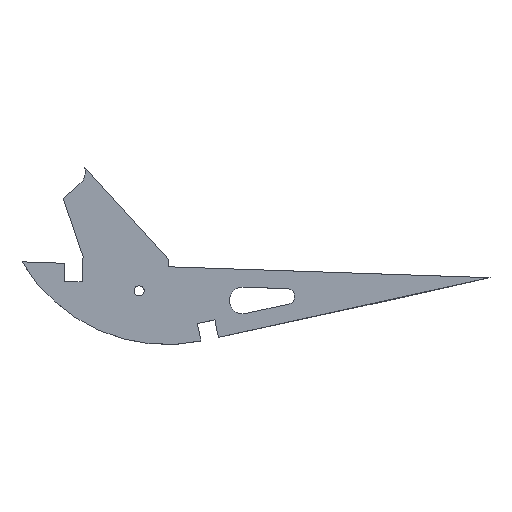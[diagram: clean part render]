
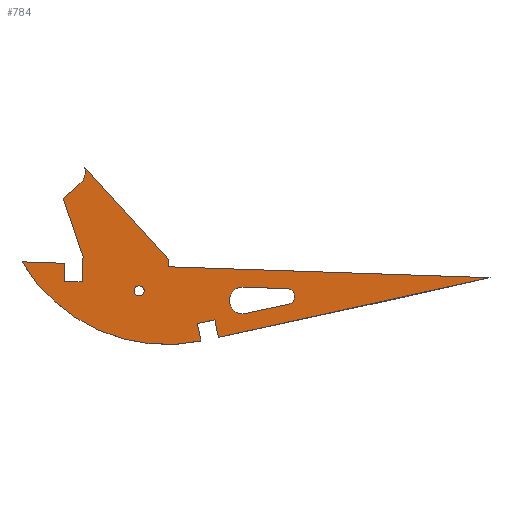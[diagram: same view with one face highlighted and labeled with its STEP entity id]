
A CAD part, top view. The second image highlights one B-rep face of the part: STEP entity #784.
In plain terms, the highlighted planar face has unit normal (0, 0, 1).
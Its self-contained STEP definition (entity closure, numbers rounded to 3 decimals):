
#36=CARTESIAN_POINT('Axis2P3D Location',(429.291,26.659,6.)) ;
#40=CARTESIAN_POINT('Vertex',(438.872,-19.354,6.)) ;
#42=CARTESIAN_POINT('Vertex',(388.795,2.803,6.)) ;
#82=CARTESIAN_POINT('Control Point',(400.809,2.402,6.)) ;
#83=CARTESIAN_POINT('Control Point',(398.404,2.483,6.)) ;
#84=CARTESIAN_POINT('Control Point',(395.999,2.563,6.)) ;
#85=CARTESIAN_POINT('Control Point',(393.597,2.643,6.)) ;
#86=CARTESIAN_POINT('Control Point',(391.195,2.723,6.)) ;
#87=CARTESIAN_POINT('Control Point',(388.795,2.803,6.)) ;
#88=CARTESIAN_POINT('Vertex',(400.809,2.402,6.)) ;
#118=CARTESIAN_POINT('Line Origine',(400.725,-0.096,6.)) ;
#122=CARTESIAN_POINT('Vertex',(400.642,-2.595,6.)) ;
#149=CARTESIAN_POINT('Line Origine',(403.14,-2.679,6.)) ;
#153=CARTESIAN_POINT('Vertex',(405.639,-2.762,6.)) ;
#180=CARTESIAN_POINT('Line Origine',(405.756,0.736,6.)) ;
#184=CARTESIAN_POINT('Vertex',(405.873,4.234,6.)) ;
#211=CARTESIAN_POINT('Line Origine',(403.089,12.402,6.)) ;
#215=CARTESIAN_POINT('Vertex',(400.306,20.57,6.)) ;
#242=CARTESIAN_POINT('Line Origine',(402.628,22.586,6.)) ;
#246=CARTESIAN_POINT('Vertex',(404.95,24.602,6.)) ;
#273=CARTESIAN_POINT('Axis2P3D Location',(402.,28.,6.)) ;
#277=CARTESIAN_POINT('Vertex',(406.344,29.175,6.)) ;
#304=CARTESIAN_POINT('Line Origine',(418.102,16.301,6.)) ;
#308=CARTESIAN_POINT('Vertex',(429.86,3.427,6.)) ;
#335=CARTESIAN_POINT('Line Origine',(429.826,2.427,6.)) ;
#339=CARTESIAN_POINT('Vertex',(429.792,1.428,6.)) ;
#372=CARTESIAN_POINT('Control Point',(519.741,-1.621,6.)) ;
#373=CARTESIAN_POINT('Control Point',(501.751,-1.01,6.)) ;
#374=CARTESIAN_POINT('Control Point',(483.762,-0.399,6.)) ;
#375=CARTESIAN_POINT('Control Point',(465.772,0.211,6.)) ;
#376=CARTESIAN_POINT('Control Point',(447.782,0.821,6.)) ;
#377=CARTESIAN_POINT('Control Point',(429.792,1.428,6.)) ;
#378=CARTESIAN_POINT('Vertex',(519.741,-1.621,6.)) ;
#417=CARTESIAN_POINT('Control Point',(443.766,-18.331,6.)) ;
#418=CARTESIAN_POINT('Control Point',(453.498,-16.288,6.)) ;
#419=CARTESIAN_POINT('Control Point',(463.221,-14.209,6.)) ;
#420=CARTESIAN_POINT('Control Point',(472.935,-12.097,6.)) ;
#421=CARTESIAN_POINT('Control Point',(488.127,-8.748,6.)) ;
#422=CARTESIAN_POINT('Control Point',(503.306,-5.344,6.)) ;
#423=CARTESIAN_POINT('Control Point',(508.786,-4.108,6.)) ;
#424=CARTESIAN_POINT('Control Point',(514.264,-2.867,6.)) ;
#425=CARTESIAN_POINT('Control Point',(519.741,-1.621,6.)) ;
#426=CARTESIAN_POINT('Vertex',(443.766,-18.331,6.)) ;
#459=CARTESIAN_POINT('Line Origine',(443.252,-15.884,6.)) ;
#463=CARTESIAN_POINT('Vertex',(442.739,-13.437,6.)) ;
#490=CARTESIAN_POINT('Line Origine',(440.296,-13.948,6.)) ;
#494=CARTESIAN_POINT('Vertex',(437.852,-14.459,6.)) ;
#521=CARTESIAN_POINT('Line Origine',(438.362,-16.906,6.)) ;
#549=CARTESIAN_POINT('Vertex',(420.161,-5.299,6.)) ;
#563=CARTESIAN_POINT('Vertex',(422.961,-5.299,6.)) ;
#566=CARTESIAN_POINT('Axis2P3D Location',(421.561,-5.299,6.)) ;
#583=CARTESIAN_POINT('Axis2P3D Location',(421.561,-5.299,6.)) ;
#606=CARTESIAN_POINT('Vertex',(463.387,-9.037,6.)) ;
#620=CARTESIAN_POINT('Vertex',(451.279,-11.633,6.)) ;
#623=CARTESIAN_POINT('Axis2P3D Location',(-307.093,3555.086,6.)) ;
#646=CARTESIAN_POINT('Vertex',(462.998,-4.698,6.)) ;
#654=CARTESIAN_POINT('Axis2P3D Location',(462.924,-6.892,6.)) ;
#677=CARTESIAN_POINT('Vertex',(450.631,-4.279,6.)) ;
#685=CARTESIAN_POINT('Line Origine',(456.815,-4.489,6.)) ;
#707=CARTESIAN_POINT('Axis2P3D Location',(450.505,-7.996,6.)) ;
#752=CARTESIAN_POINT('Axis2P3D Location',(0.,0.,6.)) ;
#120=VECTOR('Line Direction',#119,1.) ;
#151=VECTOR('Line Direction',#150,1.) ;
#182=VECTOR('Line Direction',#181,1.) ;
#213=VECTOR('Line Direction',#212,1.) ;
#244=VECTOR('Line Direction',#243,1.) ;
#306=VECTOR('Line Direction',#305,1.) ;
#337=VECTOR('Line Direction',#336,1.) ;
#461=VECTOR('Line Direction',#460,1.) ;
#492=VECTOR('Line Direction',#491,1.) ;
#523=VECTOR('Line Direction',#522,1.) ;
#687=VECTOR('Line Direction',#686,1.) ;
#37=DIRECTION('Axis2P3D Direction',(0.,0.,-1.)) ;
#119=DIRECTION('Vector Direction',(0.033,0.999,0.)) ;
#150=DIRECTION('Vector Direction',(-0.999,0.033,0.)) ;
#181=DIRECTION('Vector Direction',(-0.034,-0.999,0.)) ;
#212=DIRECTION('Vector Direction',(-0.323,0.947,0.)) ;
#243=DIRECTION('Vector Direction',(0.755,0.656,0.)) ;
#274=DIRECTION('Axis2P3D Direction',(0.,0.,-1.)) ;
#305=DIRECTION('Vector Direction',(0.674,-0.738,0.)) ;
#336=DIRECTION('Vector Direction',(-0.034,-0.999,0.)) ;
#460=DIRECTION('Vector Direction',(-0.205,0.979,0.)) ;
#491=DIRECTION('Vector Direction',(-0.979,-0.205,0.)) ;
#522=DIRECTION('Vector Direction',(0.204,-0.979,0.)) ;
#567=DIRECTION('Axis2P3D Direction',(0.,0.,-1.)) ;
#584=DIRECTION('Axis2P3D Direction',(0.,0.,-1.)) ;
#624=DIRECTION('Axis2P3D Direction',(0.,0.,-1.)) ;
#655=DIRECTION('Axis2P3D Direction',(0.,0.,-1.)) ;
#686=DIRECTION('Vector Direction',(0.999,-0.034,0.)) ;
#708=DIRECTION('Axis2P3D Direction',(0.,0.,-1.)) ;
#753=DIRECTION('Axis2P3D Direction',(0.,0.,-1.)) ;
#754=DIRECTION('Axis2P3D XDirection',(1.,0.,0.)) ;
#38=AXIS2_PLACEMENT_3D('Circle Axis2P3D',#36,#37,$) ;
#275=AXIS2_PLACEMENT_3D('Circle Axis2P3D',#273,#274,$) ;
#568=AXIS2_PLACEMENT_3D('Circle Axis2P3D',#566,#567,$) ;
#585=AXIS2_PLACEMENT_3D('Circle Axis2P3D',#583,#584,$) ;
#625=AXIS2_PLACEMENT_3D('Circle Axis2P3D',#623,#624,$) ;
#656=AXIS2_PLACEMENT_3D('Circle Axis2P3D',#654,#655,$) ;
#709=AXIS2_PLACEMENT_3D('Circle Axis2P3D',#707,#708,$) ;
#755=AXIS2_PLACEMENT_3D('Plane Axis2P3D',#752,#753,#754) ;
#121=LINE('Line',#118,#120) ;
#152=LINE('Line',#149,#151) ;
#183=LINE('Line',#180,#182) ;
#214=LINE('Line',#211,#213) ;
#245=LINE('Line',#242,#244) ;
#307=LINE('Line',#304,#306) ;
#338=LINE('Line',#335,#337) ;
#462=LINE('Line',#459,#461) ;
#493=LINE('Line',#490,#492) ;
#524=LINE('Line',#521,#523) ;
#688=LINE('Line',#685,#687) ;
#39=CIRCLE('generated circle',#38,47.) ;
#276=CIRCLE('generated circle',#275,4.5) ;
#569=CIRCLE('generated circle',#568,1.4) ;
#586=CIRCLE('generated circle',#585,1.4) ;
#626=CIRCLE('generated circle',#625,3646.452) ;
#657=CIRCLE('generated circle',#656,2.195) ;
#710=CIRCLE('generated circle',#709,3.719) ;
#756=PLANE('',#755) ;
#777=FACE_BOUND('',#774,.T.) ;
#783=FACE_BOUND('',#778,.T.) ;
#44=EDGE_CURVE('',#41,#43,#39,.T.) ;
#90=EDGE_CURVE('',#43,#89,#81,.F.) ;
#124=EDGE_CURVE('',#89,#123,#121,.F.) ;
#155=EDGE_CURVE('',#123,#154,#152,.F.) ;
#186=EDGE_CURVE('',#154,#185,#183,.F.) ;
#217=EDGE_CURVE('',#185,#216,#214,.T.) ;
#248=EDGE_CURVE('',#216,#247,#245,.T.) ;
#279=EDGE_CURVE('',#247,#278,#276,.F.) ;
#310=EDGE_CURVE('',#278,#309,#307,.T.) ;
#341=EDGE_CURVE('',#309,#340,#338,.T.) ;
#380=EDGE_CURVE('',#340,#379,#371,.F.) ;
#428=EDGE_CURVE('',#379,#427,#416,.F.) ;
#465=EDGE_CURVE('',#427,#464,#462,.T.) ;
#496=EDGE_CURVE('',#464,#495,#493,.T.) ;
#525=EDGE_CURVE('',#495,#41,#524,.T.) ;
#570=EDGE_CURVE('',#550,#564,#569,.T.) ;
#587=EDGE_CURVE('',#564,#550,#586,.T.) ;
#627=EDGE_CURVE('',#607,#621,#626,.T.) ;
#658=EDGE_CURVE('',#647,#607,#657,.T.) ;
#689=EDGE_CURVE('',#678,#647,#688,.T.) ;
#711=EDGE_CURVE('',#621,#678,#710,.T.) ;
#758=ORIENTED_EDGE('',*,*,#525,.F.) ;
#759=ORIENTED_EDGE('',*,*,#496,.F.) ;
#760=ORIENTED_EDGE('',*,*,#465,.F.) ;
#761=ORIENTED_EDGE('',*,*,#428,.F.) ;
#762=ORIENTED_EDGE('',*,*,#380,.F.) ;
#763=ORIENTED_EDGE('',*,*,#341,.F.) ;
#764=ORIENTED_EDGE('',*,*,#310,.F.) ;
#765=ORIENTED_EDGE('',*,*,#279,.F.) ;
#766=ORIENTED_EDGE('',*,*,#248,.F.) ;
#767=ORIENTED_EDGE('',*,*,#217,.F.) ;
#768=ORIENTED_EDGE('',*,*,#186,.F.) ;
#769=ORIENTED_EDGE('',*,*,#155,.F.) ;
#770=ORIENTED_EDGE('',*,*,#124,.F.) ;
#771=ORIENTED_EDGE('',*,*,#90,.F.) ;
#772=ORIENTED_EDGE('',*,*,#44,.F.) ;
#775=ORIENTED_EDGE('',*,*,#587,.T.) ;
#776=ORIENTED_EDGE('',*,*,#570,.T.) ;
#779=ORIENTED_EDGE('',*,*,#711,.T.) ;
#780=ORIENTED_EDGE('',*,*,#689,.T.) ;
#781=ORIENTED_EDGE('',*,*,#658,.T.) ;
#782=ORIENTED_EDGE('',*,*,#627,.T.) ;
#757=EDGE_LOOP('',(#758,#759,#760,#761,#762,#763,#764,#765,#766,#767,#768,#769,#770,#771,#772)) ;
#774=EDGE_LOOP('',(#775,#776)) ;
#778=EDGE_LOOP('',(#779,#780,#781,#782)) ;
#41=VERTEX_POINT('',#40) ;
#43=VERTEX_POINT('',#42) ;
#89=VERTEX_POINT('',#88) ;
#123=VERTEX_POINT('',#122) ;
#154=VERTEX_POINT('',#153) ;
#185=VERTEX_POINT('',#184) ;
#216=VERTEX_POINT('',#215) ;
#247=VERTEX_POINT('',#246) ;
#278=VERTEX_POINT('',#277) ;
#309=VERTEX_POINT('',#308) ;
#340=VERTEX_POINT('',#339) ;
#379=VERTEX_POINT('',#378) ;
#427=VERTEX_POINT('',#426) ;
#464=VERTEX_POINT('',#463) ;
#495=VERTEX_POINT('',#494) ;
#550=VERTEX_POINT('',#549) ;
#564=VERTEX_POINT('',#563) ;
#607=VERTEX_POINT('',#606) ;
#621=VERTEX_POINT('',#620) ;
#647=VERTEX_POINT('',#646) ;
#678=VERTEX_POINT('',#677) ;
#784=ADVANCED_FACE('PartBody',(#773,#777,#783),#756,.F.) ;
#81=B_SPLINE_CURVE_WITH_KNOTS('',5,(#82,#83,#84,#85,#86,#87),.UNSPECIFIED.,.F.,.U.,(6,6),(500119.005,500131.05),.UNSPECIFIED.) ;
#371=B_SPLINE_CURVE_WITH_KNOTS('',5,(#372,#373,#374,#375,#376,#377),.UNSPECIFIED.,.F.,.U.,(6,6),(500000.,500090.),.UNSPECIFIED.) ;
#416=B_SPLINE_CURVE_WITH_KNOTS('',5,(#417,#418,#419,#420,#421,#422,#423,#424,#425),.UNSPECIFIED.,.F.,.U.,(6,3,6),(500060.153,500109.85,500137.935),.UNSPECIFIED.) ;
#773=FACE_OUTER_BOUND('',#757,.T.) ;
